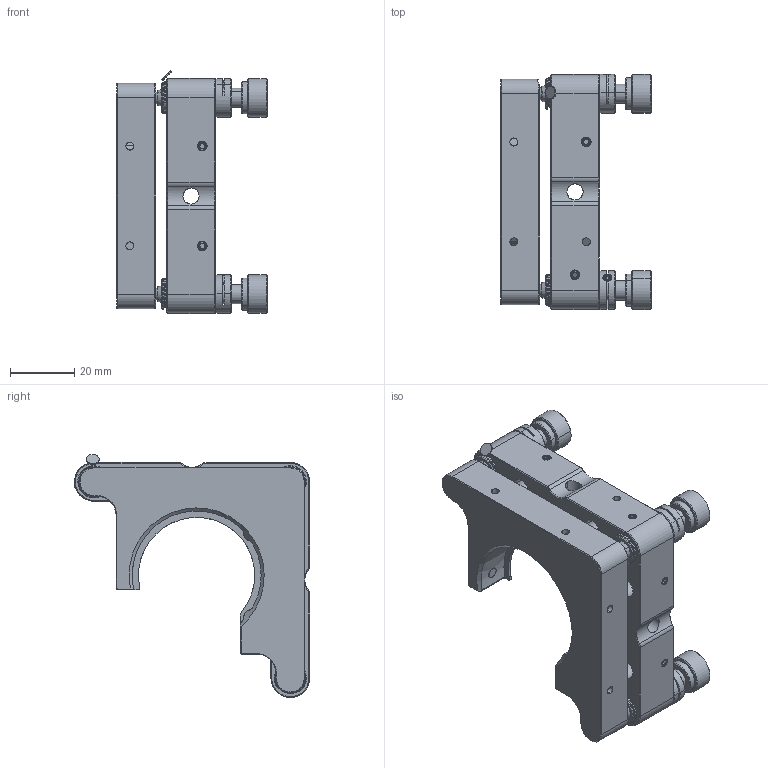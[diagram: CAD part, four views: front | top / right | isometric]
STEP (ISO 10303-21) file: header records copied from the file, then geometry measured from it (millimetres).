
FILE_DESCRIPTION (( 'STEP AP203' ), '1' );
FILE_NAME ('1.1.2.24_ZJK-R1.5-3_光学调整架，右手系开口式，用于φ1.5英寸光学元件，三轴.STEP', '2023-02-11T04:40:24', ( '' ), ( '' ), 'SwSTEP 2.0', 'SolidWorks 2021', '' );
FILE_SCHEMA (( 'CONFIG_CONTROL_DESIGN' ));
Length unit declared in the file: millimetre
Products named in the file (1): 1.1.2.24_ZJK-R1.5-3_光学调整架，右手系开口式，用于φ1.5英寸光学元件，三轴
Bounding box: 46.6 x 73.07 x 75.49 mm (x, y, z)
Surface area: 22243.8 mm2 (no closed solid volume)
Topology: 0 solids, 37 shells, 500 faces, 1345 edges, 870 vertices
Faces by surface type: plane 166, cone 163, cylinder 157, sphere 8, torus 6
Entity records: 17058 total; most frequent: CARTESIAN_POINT 4475, DIRECTION 2745, ORIENTED_EDGE 2376, EDGE_CURVE 1324, AXIS2_PLACEMENT_3D 1079, VERTEX_POINT 861, LINE 587, VECTOR 587
